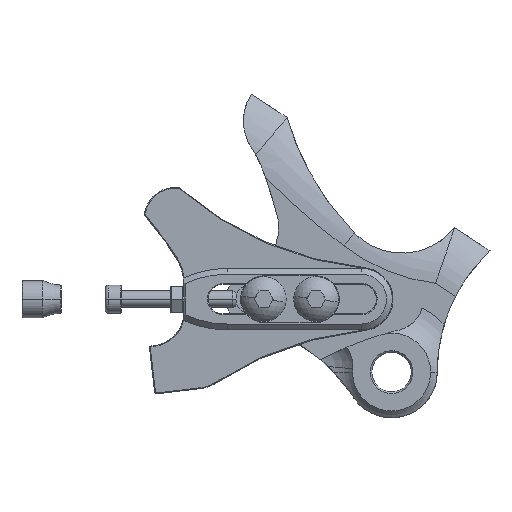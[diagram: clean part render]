
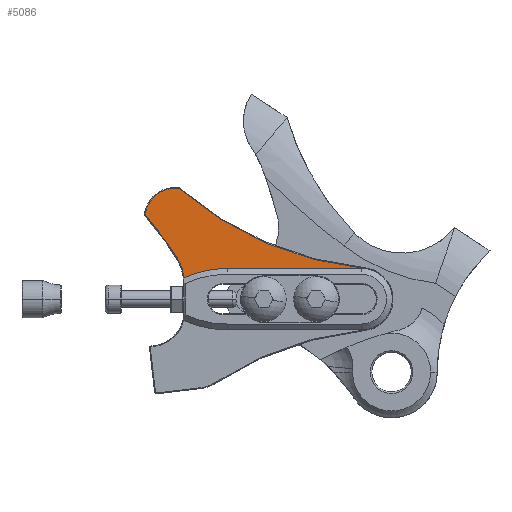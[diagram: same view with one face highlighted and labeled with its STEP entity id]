
A CAD part, top view. The second image highlights one B-rep face of the part: STEP entity #5086.
In plain terms, the highlighted planar face has unit normal (0, 0, 1).
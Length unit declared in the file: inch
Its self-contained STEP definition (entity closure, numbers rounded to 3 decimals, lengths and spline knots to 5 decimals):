
#48 = VERTEX_POINT ( 'NONE', #6059 ) ;
#120 = CARTESIAN_POINT ( 'NONE',  ( -1.91255, 1.08199, 0.09843 ) ) ;
#214 = AXIS2_PLACEMENT_3D ( 'NONE', #609, #7968, #7886 ) ;
#324 = VERTEX_POINT ( 'NONE', #3989 ) ;
#440 = EDGE_CURVE ( 'NONE', #1942, #3293, #6991, .T. ) ;
#609 = CARTESIAN_POINT ( 'NONE',  ( -2.09288, 1.82348, 0.09843 ) ) ;
#621 = ORIENTED_EDGE ( 'NONE', *, *, #1344, .T. ) ;
#658 = CARTESIAN_POINT ( 'NONE',  ( -6.79974, 0.04969, 0.09843 ) ) ;
#711 = DIRECTION ( 'NONE',  ( 0., 0., -1. ) ) ;
#739 = DIRECTION ( 'NONE',  ( 1., 0., 0. ) ) ;
#769 = EDGE_CURVE ( 'NONE', #5989, #6876, #3275, .T. ) ;
#861 = ORIENTED_EDGE ( 'NONE', *, *, #2804, .F. ) ;
#991 = DIRECTION ( 'NONE',  ( 1., 0., 0. ) ) ;
#1014 = DIRECTION ( 'NONE',  ( 0., 0., -1. ) ) ;
#1052 = CARTESIAN_POINT ( 'NONE',  ( -2.52255, 1.08199, 0.09843 ) ) ;
#1095 = DIRECTION ( 'NONE',  ( 1., 0., 0. ) ) ;
#1126 = DIRECTION ( 'NONE',  ( 0., 0., 1. ) ) ;
#1155 = CARTESIAN_POINT ( 'NONE',  ( -1.64116, 1.97412, 0.09843 ) ) ;
#1169 = ORIENTED_EDGE ( 'NONE', *, *, #2277, .T. ) ;
#1238 = CARTESIAN_POINT ( 'NONE',  ( -2.11159, 1.81642, 0.09843 ) ) ;
#1344 = EDGE_CURVE ( 'NONE', #8501, #324, #4272, .T. ) ;
#1349 = CARTESIAN_POINT ( 'NONE',  ( -1.39692, 0.88683, 0.09843 ) ) ;
#1369 = AXIS2_PLACEMENT_3D ( 'NONE', #4284, #4258, #4233 ) ;
#1456 = VERTEX_POINT ( 'NONE', #4238 ) ;
#1497 = ORIENTED_EDGE ( 'NONE', *, *, #4780, .T. ) ;
#1515 = EDGE_CURVE ( 'NONE', #3293, #1456, #2517, .T. ) ;
#1743 = DIRECTION ( 'NONE',  ( 1., 0., 0. ) ) ;
#1775 = DIRECTION ( 'NONE',  ( 0., 0., -1. ) ) ;
#1930 = ORIENTED_EDGE ( 'NONE', *, *, #769, .F. ) ;
#1942 = VERTEX_POINT ( 'NONE', #5891 ) ;
#2099 = CIRCLE ( 'NONE', #3639, 4.01 ) ;
#2166 = CARTESIAN_POINT ( 'NONE',  ( 1.86338, 3.96386, 0.09843 ) ) ;
#2277 = EDGE_CURVE ( 'NONE', #324, #4966, #3977, .T. ) ;
#2296 = CARTESIAN_POINT ( 'NONE',  ( -2.11055, 1.83284, 0.09843 ) ) ;
#2517 = CIRCLE ( 'NONE', #8457, 0.02 ) ;
#2562 = ORIENTED_EDGE ( 'NONE', *, *, #6657, .F. ) ;
#2587 = AXIS2_PLACEMENT_3D ( 'NONE', #658, #711, #739 ) ;
#2642 = CIRCLE ( 'NONE', #214, 0.02 ) ;
#2660 = CARTESIAN_POINT ( 'NONE',  ( -1.92587, 0.95522, 0.09843 ) ) ;
#2732 = DIRECTION ( 'NONE',  ( -0.943, 0.334, 0. ) ) ;
#2804 = EDGE_CURVE ( 'NONE', #48, #5989, #4738, .T. ) ;
#2807 = ORIENTED_EDGE ( 'NONE', *, *, #3512, .T. ) ;
#2998 = ORIENTED_EDGE ( 'NONE', *, *, #5983, .T. ) ;
#3066 = DIRECTION ( 'NONE',  ( 0., 0., 1. ) ) ;
#3102 = CARTESIAN_POINT ( 'NONE',  ( 0.12344, 0.3488, 0.09843 ) ) ;
#3204 = CARTESIAN_POINT ( 'NONE',  ( -1.82061, -0.31041, 0.09843 ) ) ;
#3232 = DIRECTION ( 'NONE',  ( 0., 0., 1. ) ) ;
#3261 = DIRECTION ( 'NONE',  ( 1., 0., 0. ) ) ;
#3275 = CIRCLE ( 'NONE', #6769, 1.27 ) ;
#3292 = CIRCLE ( 'NONE', #1369, 0.61 ) ;
#3293 = VERTEX_POINT ( 'NONE', #2296 ) ;
#3334 = ORIENTED_EDGE ( 'NONE', *, *, #440, .T. ) ;
#3345 = ORIENTED_EDGE ( 'NONE', *, *, #1515, .T. ) ;
#3386 = CIRCLE ( 'NONE', #8403, 0.02 ) ;
#3388 = CARTESIAN_POINT ( 'NONE',  ( -1.62377, 1.98399, 0.09843 ) ) ;
#3457 = ORIENTED_EDGE ( 'NONE', *, *, #3739, .T. ) ;
#3512 = EDGE_CURVE ( 'NONE', #8752, #5291, #2099, .T. ) ;
#3639 = AXIS2_PLACEMENT_3D ( 'NONE', #2166, #1775, #1743 ) ;
#3739 = EDGE_CURVE ( 'NONE', #1456, #8501, #2642, .T. ) ;
#3977 = CIRCLE ( 'NONE', #6542, 0.61 ) ;
#3989 = CARTESIAN_POINT ( 'NONE',  ( -1.92958, 1.2251, 0.09843 ) ) ;
#4004 = AXIS2_PLACEMENT_3D ( 'NONE', #8218, #8172, #8132 ) ;
#4233 = DIRECTION ( 'NONE',  ( 1., 0., 0. ) ) ;
#4238 = CARTESIAN_POINT ( 'NONE',  ( -2.11288, 1.82348, 0.09843 ) ) ;
#4258 = DIRECTION ( 'NONE',  ( 0., 0., -1. ) ) ;
#4272 = CIRCLE ( 'NONE', #2587, 5.01 ) ;
#4284 = CARTESIAN_POINT ( 'NONE',  ( -2.52255, 1.08199, 0.09843 ) ) ;
#4300 = VECTOR ( 'NONE', #2732, 39.37008 ) ;
#4381 = FACE_OUTER_BOUND ( 'NONE', #7723, .T. ) ;
#4738 = LINE ( 'NONE', #3102, #4300 ) ;
#4780 = EDGE_CURVE ( 'NONE', #4966, #6876, #3292, .T. ) ;
#4966 = VERTEX_POINT ( 'NONE', #120 ) ;
#5086 = ADVANCED_FACE ( 'NONE', ( #4381 ), #8279, .T. ) ;
#5291 = VERTEX_POINT ( 'NONE', #3388 ) ;
#5622 = CARTESIAN_POINT ( 'NONE',  ( -2.09288, 1.82348, 0.09843 ) ) ;
#5653 = DIRECTION ( 'NONE',  ( 0., 0., 1. ) ) ;
#5701 = DIRECTION ( 'NONE',  ( 1., 0., 0. ) ) ;
#5891 = CARTESIAN_POINT ( 'NONE',  ( -1.63265, 1.99222, 0.09843 ) ) ;
#5983 = EDGE_CURVE ( 'NONE', #5291, #1942, #3386, .T. ) ;
#5989 = VERTEX_POINT ( 'NONE', #1349 ) ;
#6041 = AXIS2_PLACEMENT_3D ( 'NONE', #6874, #6981, #7010 ) ;
#6059 = CARTESIAN_POINT ( 'NONE',  ( 0.12344, 0.3488, 0.09843 ) ) ;
#6542 = AXIS2_PLACEMENT_3D ( 'NONE', #1052, #1014, #991 ) ;
#6657 = EDGE_CURVE ( 'NONE', #8752, #48, #7691, .T. ) ;
#6769 = AXIS2_PLACEMENT_3D ( 'NONE', #3204, #3232, #3261 ) ;
#6874 = CARTESIAN_POINT ( 'NONE',  ( -1.78803, 1.66194, 0.09843 ) ) ;
#6876 = VERTEX_POINT ( 'NONE', #2660 ) ;
#6981 = DIRECTION ( 'NONE',  ( 0., 0., 1. ) ) ;
#6991 = CIRCLE ( 'NONE', #6041, 0.365 ) ;
#7010 = DIRECTION ( 'NONE',  ( 1., 0., 0. ) ) ;
#7137 = CARTESIAN_POINT ( 'NONE',  ( 0., 0., 0.09843 ) ) ;
#7691 = CIRCLE ( 'NONE', #7926, 0.37 ) ;
#7723 = EDGE_LOOP ( 'NONE', ( #621, #1169, #1497, #1930, #861, #2562, #2807, #2998, #3334, #3345, #3457 ) ) ;
#7795 = DIRECTION ( 'NONE',  ( 1., 0., 0. ) ) ;
#7886 = DIRECTION ( 'NONE',  ( 1., 0., 0. ) ) ;
#7926 = AXIS2_PLACEMENT_3D ( 'NONE', #7137, #3066, #7795 ) ;
#7968 = DIRECTION ( 'NONE',  ( 0., 0., 1. ) ) ;
#8132 = DIRECTION ( 'NONE',  ( 1., 0., 0. ) ) ;
#8172 = DIRECTION ( 'NONE',  ( 0., 0., 1. ) ) ;
#8218 = CARTESIAN_POINT ( 'NONE',  ( 0., 0., 0.09843 ) ) ;
#8279 = PLANE ( 'NONE',  #4004 ) ;
#8359 = CARTESIAN_POINT ( 'NONE',  ( 0.15741, 0.33485, 0.09843 ) ) ;
#8403 = AXIS2_PLACEMENT_3D ( 'NONE', #1155, #1126, #1095 ) ;
#8457 = AXIS2_PLACEMENT_3D ( 'NONE', #5622, #5653, #5701 ) ;
#8501 = VERTEX_POINT ( 'NONE', #1238 ) ;
#8752 = VERTEX_POINT ( 'NONE', #8359 ) ;
